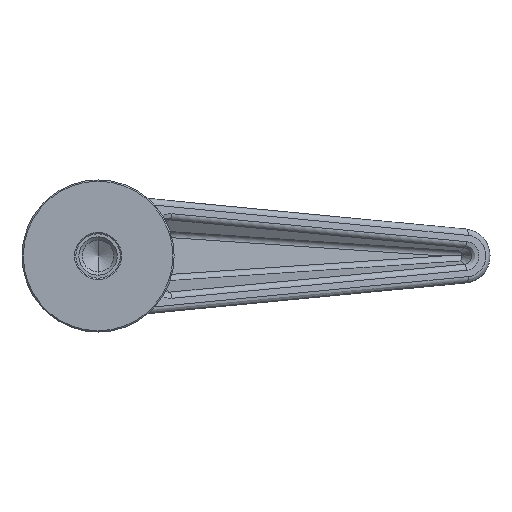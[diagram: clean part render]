
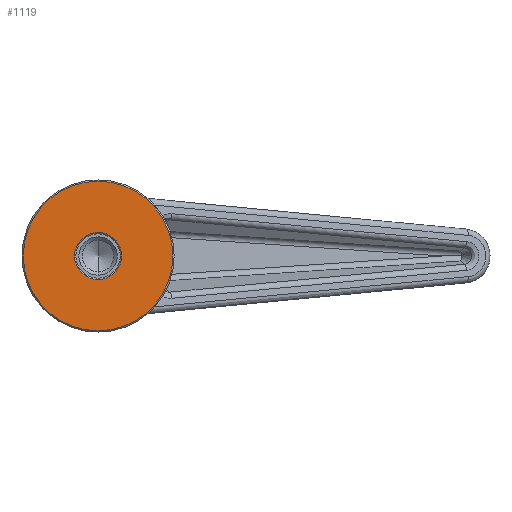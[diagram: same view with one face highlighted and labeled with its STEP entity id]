
A CAD part, front view. The second image highlights one B-rep face of the part: STEP entity #1119.
In plain terms, the highlighted planar face has unit normal (0, -1, 0).
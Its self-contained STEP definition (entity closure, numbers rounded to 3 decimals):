
#523=VERTEX_POINT('NONE',#1390);
#679=VERTEX_POINT('NONE',#1561);
#803=EDGE_CURVE('NONE',#1245,#523,#1694,.T.);
#815=EDGE_CURVE('NONE',#679,#1013,#1708,.T.);
#1013=VERTEX_POINT('NONE',#1931);
#1119=ADVANCED_FACE('NONE',(#2047,#2048),#2049,.F.);
#1163=EDGE_CURVE('NONE',#523,#1245,#2103,.T.);
#1231=EDGE_CURVE('NONE',#1013,#679,#2181,.T.);
#1245=VERTEX_POINT('NONE',#2195);
#1390=CARTESIAN_POINT('',(0.0,0.,11.8));
#1561=CARTESIAN_POINT('',(0.0,0.0,-3.7));
#1694=CIRCLE('',#4321,11.8);
#1708=CIRCLE('',#4512,3.7);
#1931=CARTESIAN_POINT('',(0.,0.0,3.7));
#2047=FACE_OUTER_BOUND('',#6618,.T.);
#2048=FACE_BOUND('',#6619,.T.);
#2049=PLANE('',#6620);
#2103=CIRCLE('',#6796,11.8);
#2181=CIRCLE('',#7690,3.7);
#2195=CARTESIAN_POINT('',(0.,0.,-11.8));
#4321=AXIS2_PLACEMENT_3D('',#8493,#8494,#8495);
#4512=AXIS2_PLACEMENT_3D('',#8510,#8511,#8512);
#6618=EDGE_LOOP('',(#8861,#8862));
#6619=EDGE_LOOP('',(#8863,#8864));
#6620=AXIS2_PLACEMENT_3D('',#8865,#8866,#8867);
#6796=AXIS2_PLACEMENT_3D('',#8948,#8949,#8950);
#7690=AXIS2_PLACEMENT_3D('',#9048,#9049,#9050);
#8493=CARTESIAN_POINT('',(0.0,0.,0.0));
#8494=DIRECTION('',(0.0,1.0,0.0));
#8495=DIRECTION('',(0.0,0.0,1.0));
#8510=CARTESIAN_POINT('',(0.0,0.0,0.0));
#8511=DIRECTION('',(0.0,-1.0,0.0));
#8512=DIRECTION('',(0.0,0.0,-1.0));
#8861=ORIENTED_EDGE('',*,*,#1163,.F.);
#8862=ORIENTED_EDGE('',*,*,#803,.F.);
#8863=ORIENTED_EDGE('',*,*,#815,.F.);
#8864=ORIENTED_EDGE('',*,*,#1231,.F.);
#8865=CARTESIAN_POINT('',(-3.7,0.0,0.0));
#8866=DIRECTION('',(0.0,1.0,0.0));
#8867=DIRECTION('',(1.0,0.0,-0.0));
#8948=CARTESIAN_POINT('',(0.0,0.,0.0));
#8949=DIRECTION('',(0.0,1.0,0.0));
#8950=DIRECTION('',(0.0,0.0,1.0));
#9048=CARTESIAN_POINT('',(0.0,0.0,0.0));
#9049=DIRECTION('',(0.0,-1.0,0.0));
#9050=DIRECTION('',(0.0,0.0,-1.0));
